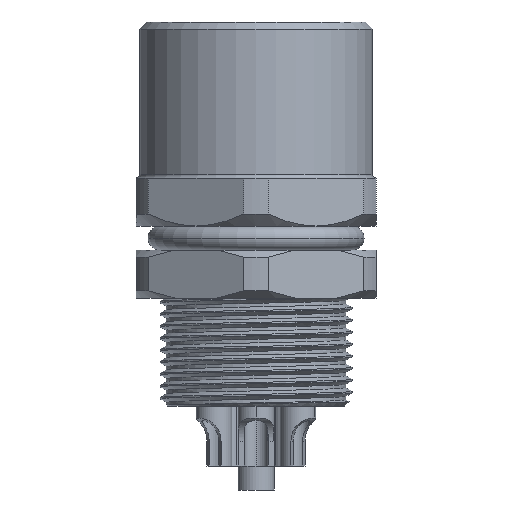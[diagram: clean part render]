
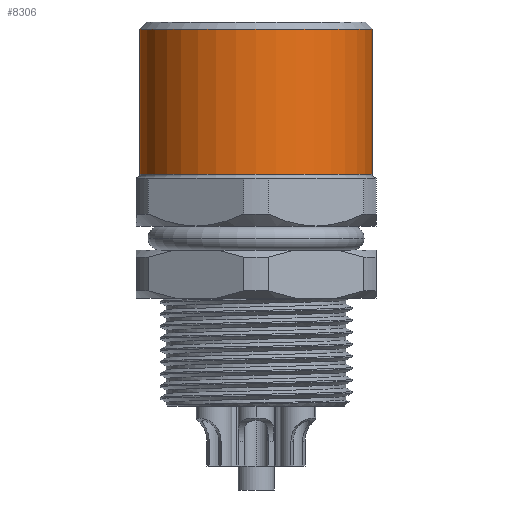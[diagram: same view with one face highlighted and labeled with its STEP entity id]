
A CAD part, front view. The second image highlights one B-rep face of the part: STEP entity #8306.
In plain terms, the highlighted cylindrical face has radius 4.85 mm (diameter 9.7 mm), a partial arc.
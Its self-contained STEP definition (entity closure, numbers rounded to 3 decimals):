
#3809=DIRECTION('',(0.,0.,1.));
#3810=VECTOR('',#3809,6.05);
#3811=CARTESIAN_POINT('',(4.85,0.,-0.15));
#3812=LINE('',#3811,#3810);
#3828=CARTESIAN_POINT('',(0.,0.,-0.15));
#3829=DIRECTION('',(0.,0.,-1.));
#3830=DIRECTION('',(1.,0.,0.));
#3831=AXIS2_PLACEMENT_3D('',#3828,#3829,#3830);
#3833=DIRECTION('',(0.,0.,1.));
#3834=VECTOR('',#3833,6.05);
#3835=CARTESIAN_POINT('',(-4.85,0.,-0.15));
#3836=LINE('',#3835,#3834);
#3837=CARTESIAN_POINT('',(0.,0.,5.9));
#3838=DIRECTION('',(0.,0.,1.));
#3839=DIRECTION('',(-1.,0.,0.));
#3840=AXIS2_PLACEMENT_3D('',#3837,#3838,#3839);
#7929=CARTESIAN_POINT('',(-4.85,0.,5.9));
#7930=CARTESIAN_POINT('',(4.85,0.,5.9));
#7931=VERTEX_POINT('',#7929);
#7932=VERTEX_POINT('',#7930);
#8109=CARTESIAN_POINT('',(4.85,0.,-0.15));
#8110=CARTESIAN_POINT('',(-4.85,0.,-0.15));
#8111=VERTEX_POINT('',#8109);
#8112=VERTEX_POINT('',#8110);
#8295=CARTESIAN_POINT('',(0.,0.,-0.3));
#8296=DIRECTION('',(0.,0.,1.));
#8297=DIRECTION('',(1.,0.,0.));
#8298=AXIS2_PLACEMENT_3D('',#8295,#8296,#8297);
#8299=CYLINDRICAL_SURFACE('',#8298,4.85);
#8300=ORIENTED_EDGE('',*,*,#8282,.T.);
#8301=ORIENTED_EDGE('',*,*,#8253,.T.);
#8302=ORIENTED_EDGE('',*,*,#8223,.T.);
#8303=ORIENTED_EDGE('',*,*,#8250,.F.);
#8304=EDGE_LOOP('',(#8300,#8301,#8302,#8303));
#8305=FACE_OUTER_BOUND('',#8304,.F.);
#3832=CIRCLE('',#3831,4.85);
#3841=CIRCLE('',#3840,4.85);
#8223=EDGE_CURVE('',#7931,#7932,#3841,.T.);
#8250=EDGE_CURVE('',#8111,#7932,#3812,.T.);
#8253=EDGE_CURVE('',#8112,#7931,#3836,.T.);
#8282=EDGE_CURVE('',#8111,#8112,#3832,.T.);
#8306=ADVANCED_FACE('',(#8305),#8299,.T.);
